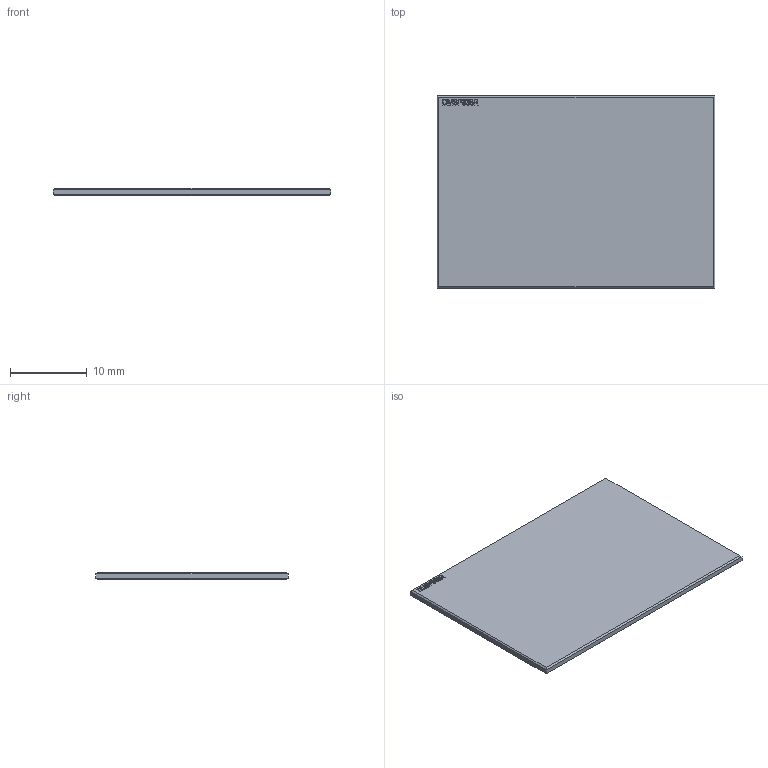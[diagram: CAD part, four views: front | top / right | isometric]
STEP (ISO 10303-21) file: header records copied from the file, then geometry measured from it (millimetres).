
FILE_DESCRIPTION (( 'STEP AP203' ), '1' );
FILE_NAME ('TTN045182-E0W.STEP', '2016-06-20T18:53:14', ( 'admin' ), ( '' ), 'SwSTEP 2.0', 'SolidWorks 2016', '' );
FILE_SCHEMA (( 'CONFIG_CONTROL_DESIGN' ));
Length unit declared in the file: millimetre
Products named in the file (1): TTN045182-E0W
Bounding box: 36 x 25 x 1 mm (x, y, z)
Volume: 895.1 mm3; surface area: 1893.6 mm2
Topology: 1 solids, 1 shells, 151 faces, 397 edges, 262 vertices
Faces by surface type: bspline 77, plane 74
Entity records: 8746 total; most frequent: CARTESIAN_POINT 5472, ORIENTED_EDGE 794, EDGE_CURVE 397, DIRECTION 393, VERTEX_POINT 262, LINE 243, VECTOR 243, EDGE_LOOP 165
